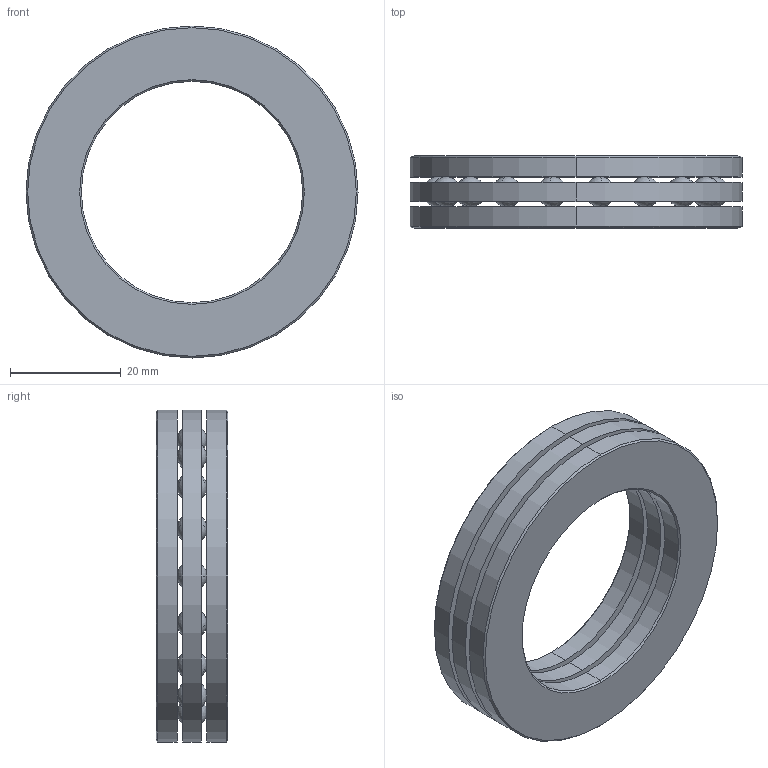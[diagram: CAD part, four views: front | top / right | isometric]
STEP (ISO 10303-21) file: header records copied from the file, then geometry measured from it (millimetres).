
FILE_DESCRIPTION(('FreeCAD Model'),'2;1');
FILE_NAME('Open CASCADE Shape Model','2021-05-01T14:32:57',(''),(''), 'Open CASCADE STEP processor 7.5','FreeCAD','Unknown');
FILE_SCHEMA(('AUTOMOTIVE_DESIGN { 1 0 10303 214 1 1 1 1 }'));
Length unit declared in the file: millimetre
Products named in the file (1): Thrust Bearing - 40x60x13_Thrust Bearing - 40x60x014
Bounding box: 60 x 13 x 60 mm (x, y, z)
Volume: 17518.1 mm3; surface area: 14959.7 mm2
Topology: 21 solids, 21 shells, 98 faces, 1218 edges, 3382 vertices
Faces by surface type: sphere 72, cylinder 12, cone 8, plane 6
Entity records: 26009 total; most frequent: CARTESIAN_POINT 12453, DIRECTION 2296, AXIS2_PLACEMENT_3D 897, CIRCLE 818, GEOMETRIC_CURVE_SET 789, ORIENTED_EDGE 716, PCURVE 716, DEFINITIONAL_REPRESENTATION 716
